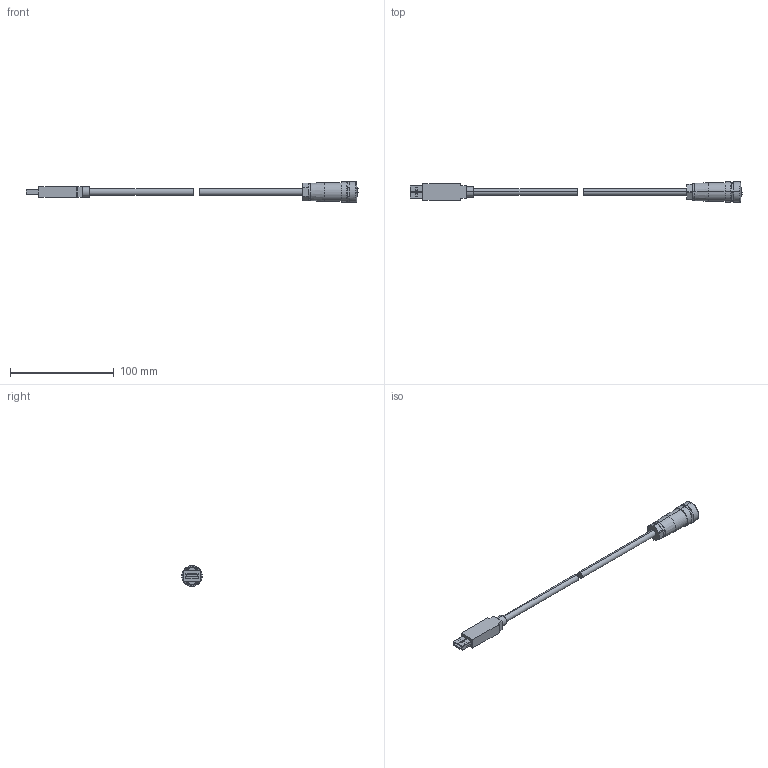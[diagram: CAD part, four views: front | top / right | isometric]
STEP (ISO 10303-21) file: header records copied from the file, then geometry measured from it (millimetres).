
FILE_DESCRIPTION (( 'STEP AP214' ), '1' );
FILE_NAME ('KIT-IP-IQ58-USB-M12.STEP', '2024-08-21T12:30:02', ( '' ), ( '' ), 'SwSTEP 2.0', 'SolidWorks 2021', '' );
FILE_SCHEMA (( 'AUTOMOTIVE_DESIGN' ));
Length unit declared in the file: inch
Products named in the file (1): KIT-IP-IQ58-USB-M12
Bounding box: 320.4 x 20 x 20 mm (x, y, z)
Volume: 26551.1 mm3; surface area: 11947.8 mm2
Topology: 2 solids, 2 shells, 207 faces, 543 edges, 364 vertices
Faces by surface type: plane 110, cylinder 63, bspline 32, cone 2
Entity records: 7308 total; most frequent: CARTESIAN_POINT 2221, ORIENTED_EDGE 1086, DIRECTION 1043, EDGE_CURVE 543, AXIS2_PLACEMENT_3D 386, VERTEX_POINT 364, LINE 271, VECTOR 271
